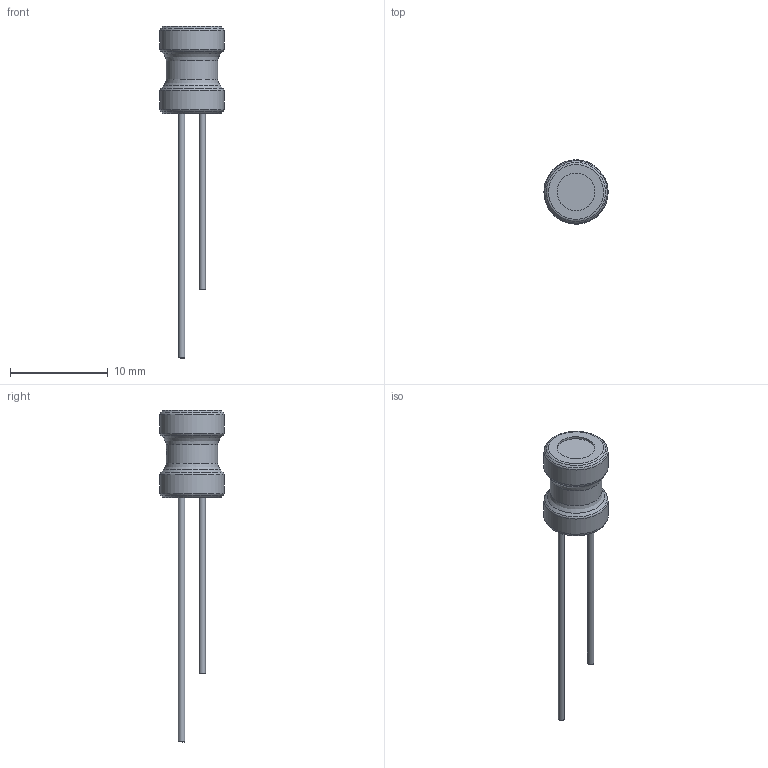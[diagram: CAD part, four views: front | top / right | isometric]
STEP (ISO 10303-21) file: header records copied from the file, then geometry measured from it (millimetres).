
FILE_DESCRIPTION( ('This file contains a STEP AP42 implementation' ,'as created by ZW3D STEP Interface translator.') ,'2;1' );
FILE_NAME( 'RB0812-L.stp' ,'14 925.115259', (''), ('ZWCAD Software Co.'), 'Version 1.0', 'ZW3D to STEP translator', '' );
FILE_SCHEMA( ('CONFIG_CONTROL_DESIGN') );
Length unit declared in the file: millimetre
Products named in the file (1): 0
Bounding box: 6.57 x 6.57 x 34 mm (x, y, z)
Volume: 201.6 mm3; surface area: 706.3 mm2
Topology: 8 solids, 8 shells, 128 faces, 296 edges, 188 vertices
Faces by surface type: bspline 128
Entity records: 4434 total; most frequent: CARTESIAN_POINT 2714, ORIENTED_EDGE 592, EDGE_CURVE 296, VERTEX_POINT 188, B_SPLINE_CURVE_WITH_KNOTS 148, EDGE_LOOP 138, FACE_OUTER_BOUND 128, ADVANCED_FACE 128
